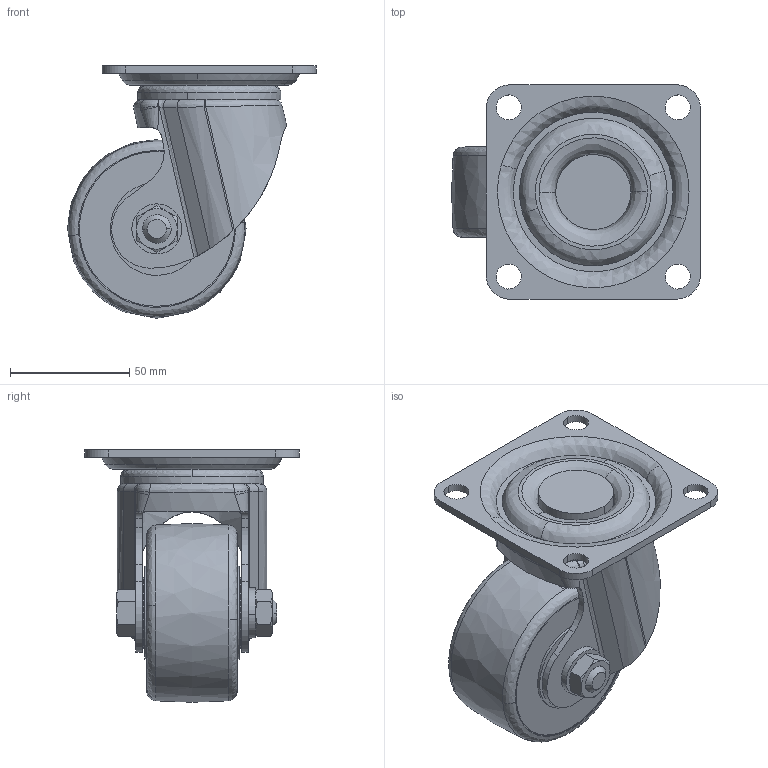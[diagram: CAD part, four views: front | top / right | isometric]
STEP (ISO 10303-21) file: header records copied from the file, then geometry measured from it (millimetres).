
FILE_DESCRIPTION((''),'2;1');
FILE_NAME('','2009-03-19T14:17:31',(''),(''),'','CADfix','');
FILE_SCHEMA(('AUTOMOTIVE_DESIGN { 1 0 10303 214 1 1 1 1 }'));
Length unit declared in the file: millimetre
Bounding box: 104.5 x 90 x 106 mm (x, y, z)
Volume: 272680.6 mm3; surface area: 69377.5 mm2
Topology: 5 solids, 5 shells, 238 faces, 671 edges, 459 vertices
Faces by surface type: bspline 238
Entity records: 12665 total; most frequent: CARTESIAN_POINT 8932, ORIENTED_EDGE 1342, EDGE_CURVE 671, VERTEX_POINT 459, EDGE_LOOP 272, FACE_OUTER_BOUND 238, ADVANCED_FACE 238, QUASI_UNIFORM_CURVE 180
